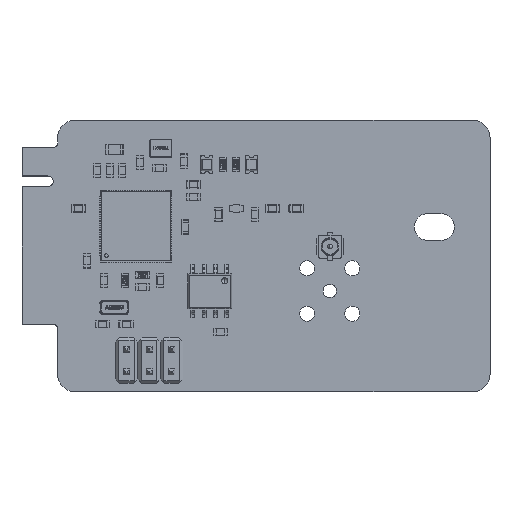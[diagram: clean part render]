
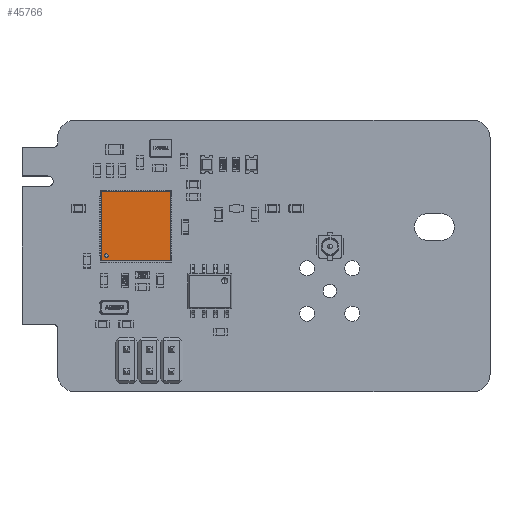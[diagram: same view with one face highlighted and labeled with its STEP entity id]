
A CAD part, top view. The second image highlights one B-rep face of the part: STEP entity #45766.
In plain terms, the highlighted face is planar.
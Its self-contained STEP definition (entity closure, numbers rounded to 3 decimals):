
#45731 = VERTEX_POINT('',#45732);
#45732 = CARTESIAN_POINT('',(3.283,0.,3.083));
#45738 = EDGE_CURVE('',#45739,#45731,#45741,.T.);
#45739 = VERTEX_POINT('',#45740);
#45740 = CARTESIAN_POINT('',(3.283,0.,3.483));
#45741 = CIRCLE('',#45742,0.2);
#45742 = AXIS2_PLACEMENT_3D('',#45743,#45744,#45745);
#45743 = CARTESIAN_POINT('',(3.283,0.,3.283));
#45744 = DIRECTION('',(0.,-1.,0.));
#45745 = DIRECTION('',(0.,0.,-1.));
#45766 = ADVANCED_FACE('',(#45767,#45777),#45811,.F.);
#45767 = FACE_BOUND('',#45768,.T.);
#45768 = EDGE_LOOP('',(#45769,#45776));
#45769 = ORIENTED_EDGE('',*,*,#45770,.F.);
#45770 = EDGE_CURVE('',#45731,#45739,#45771,.T.);
#45771 = CIRCLE('',#45772,0.2);
#45772 = AXIS2_PLACEMENT_3D('',#45773,#45774,#45775);
#45773 = CARTESIAN_POINT('',(3.283,0.,3.283));
#45774 = DIRECTION('',(0.,-1.,0.));
#45775 = DIRECTION('',(0.,0.,-1.));
#45776 = ORIENTED_EDGE('',*,*,#45738,.F.);
#45777 = FACE_BOUND('',#45778,.T.);
#45778 = EDGE_LOOP('',(#45779,#45789,#45797,#45805));
#45779 = ORIENTED_EDGE('',*,*,#45780,.F.);
#45780 = EDGE_CURVE('',#45781,#45783,#45785,.T.);
#45781 = VERTEX_POINT('',#45782);
#45782 = CARTESIAN_POINT('',(3.875,0.,3.875));
#45783 = VERTEX_POINT('',#45784);
#45784 = CARTESIAN_POINT('',(3.875,0.,-3.875));
#45785 = LINE('',#45786,#45787);
#45786 = CARTESIAN_POINT('',(3.875,0.,0.));
#45787 = VECTOR('',#45788,1.);
#45788 = DIRECTION('',(0.,0.,-1.));
#45789 = ORIENTED_EDGE('',*,*,#45790,.F.);
#45790 = EDGE_CURVE('',#45791,#45781,#45793,.T.);
#45791 = VERTEX_POINT('',#45792);
#45792 = CARTESIAN_POINT('',(-3.875,0.,3.875));
#45793 = LINE('',#45794,#45795);
#45794 = CARTESIAN_POINT('',(0.,0.,3.875));
#45795 = VECTOR('',#45796,1.);
#45796 = DIRECTION('',(1.,0.,0.));
#45797 = ORIENTED_EDGE('',*,*,#45798,.F.);
#45798 = EDGE_CURVE('',#45799,#45791,#45801,.T.);
#45799 = VERTEX_POINT('',#45800);
#45800 = CARTESIAN_POINT('',(-3.875,0.,-3.875));
#45801 = LINE('',#45802,#45803);
#45802 = CARTESIAN_POINT('',(-3.875,0.,0.));
#45803 = VECTOR('',#45804,1.);
#45804 = DIRECTION('',(0.,0.,1.));
#45805 = ORIENTED_EDGE('',*,*,#45806,.F.);
#45806 = EDGE_CURVE('',#45783,#45799,#45807,.T.);
#45807 = LINE('',#45808,#45809);
#45808 = CARTESIAN_POINT('',(0.,0.,-3.875));
#45809 = VECTOR('',#45810,1.);
#45810 = DIRECTION('',(-1.,0.,0.));
#45811 = PLANE('',#45812);
#45812 = AXIS2_PLACEMENT_3D('',#45813,#45814,#45815);
#45813 = CARTESIAN_POINT('',(0.,0.,0.));
#45814 = DIRECTION('',(0.,1.,0.));
#45815 = DIRECTION('',(0.,0.,1.));
